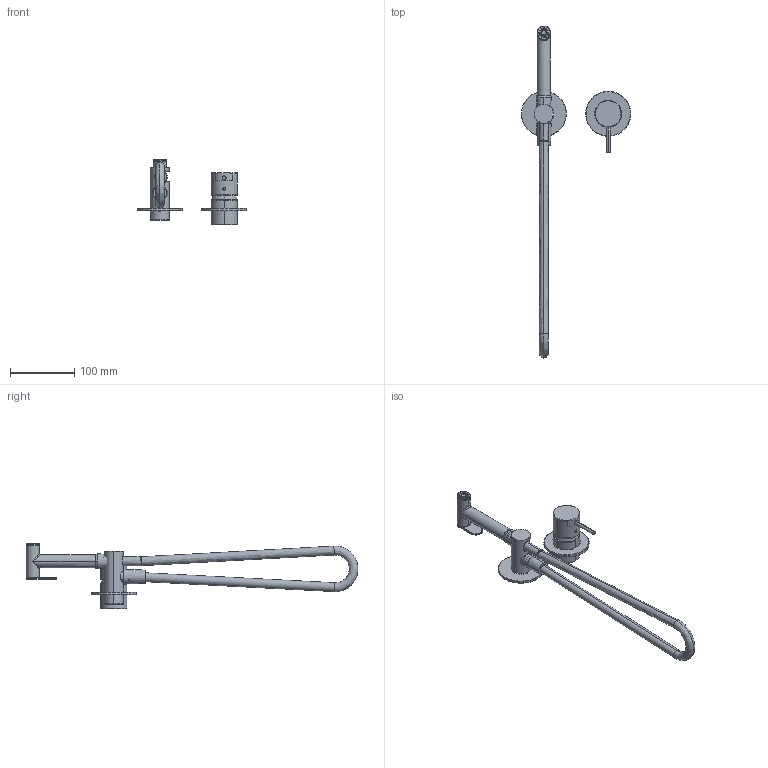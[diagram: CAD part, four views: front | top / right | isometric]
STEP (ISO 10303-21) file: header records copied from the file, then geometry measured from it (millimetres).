
FILE_DESCRIPTION (( 'STEP AP214' ), '1' );
FILE_NAME ('C35.0015 3D.STEP', '2023-02-08T16:26:41', ( '' ), ( '' ), 'SwSTEP 2.0', 'SolidWorks 2022', '' );
FILE_SCHEMA (( 'AUTOMOTIVE_DESIGN' ));
Length unit declared in the file: millimetre
Products named in the file (10): 0039.015.00; FLEXIVEL_TOMADA_ÁGUA_CILINDRICA_LATERAL_PARA_MON_AO_CHAO; 0046.000.03; C35.0015 3D; 0039.006.00; 0044.000.25; 0039.009.00; 0039.007.00; chuveiro wc; 0044.000.23
Assembly tree (9 placements, depth 2):
  C35.0015 3D
    0044.000.23
    0039.007.00
    0039.009.00
    0046.000.03
    0044.000.25
    FLEXIVEL_TOMADA_ÁGUA_CILINDRICA_LATERAL_PARA_MON_AO_CHAO
    chuveiro wc
    0039.015.00
    0039.006.00
Bounding box: 169.91 x 515.63 x 101.25 mm (x, y, z)
Volume: 260933.5 mm3; surface area: 107523.5 mm2
Topology: 9 solids, 9 shells, 357 faces, 782 edges, 473 vertices
Faces by surface type: cylinder 140, plane 89, cone 50, torus 48, bspline 26, sphere 4
Entity records: 14008 total; most frequent: CARTESIAN_POINT 5547, DIRECTION 1834, ORIENTED_EDGE 1540, AXIS2_PLACEMENT_3D 793, EDGE_CURVE 770, VERTEX_POINT 473, CIRCLE 450, EDGE_LOOP 415
